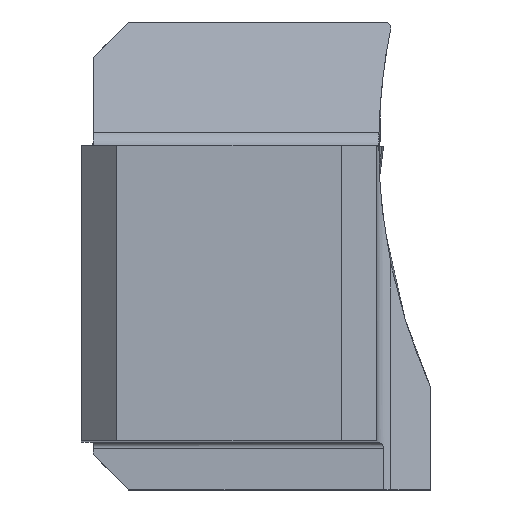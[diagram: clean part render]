
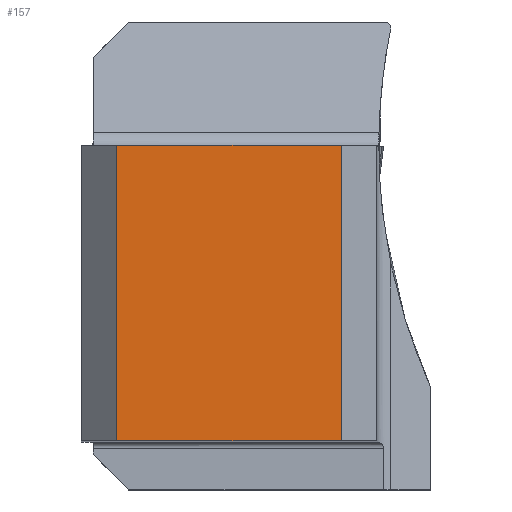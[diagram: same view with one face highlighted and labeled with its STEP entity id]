
A CAD part, top view. The second image highlights one B-rep face of the part: STEP entity #157.
In plain terms, the highlighted planar face has unit normal (0, 0, 1).
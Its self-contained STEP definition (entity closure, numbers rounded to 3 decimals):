
#117=PLANE('',#1326);
#157=ADVANCED_FACE('CU_BACK_SU1',(#237),#117,.F.);
#237=FACE_OUTER_BOUND('',#298,.T.);
#298=EDGE_LOOP('',(#652,#653,#654,#655));
#378=LINE('',#3193,#463);
#379=LINE('',#3196,#464);
#380=LINE('',#3198,#465);
#381=LINE('',#3200,#466);
#463=VECTOR('',#1488,1.);
#464=VECTOR('',#1489,1.);
#465=VECTOR('',#1490,1.);
#466=VECTOR('',#1491,1.);
#652=ORIENTED_EDGE('',*,*,#1071,.F.);
#653=ORIENTED_EDGE('',*,*,#1072,.F.);
#654=ORIENTED_EDGE('',*,*,#1073,.T.);
#655=ORIENTED_EDGE('',*,*,#1074,.T.);
#939=VERTEX_POINT('',#3194);
#940=VERTEX_POINT('',#3195);
#941=VERTEX_POINT('',#3197);
#942=VERTEX_POINT('',#3199);
#1071=EDGE_CURVE('',#939,#940,#378,.T.);
#1072=EDGE_CURVE('',#941,#939,#379,.T.);
#1073=EDGE_CURVE('',#941,#942,#380,.T.);
#1074=EDGE_CURVE('',#942,#940,#381,.T.);
#1326=AXIS2_PLACEMENT_3D('',#3201,#1492,#1493);
#1488=DIRECTION('',(0.,-1.,0.));
#1489=DIRECTION('',(1.,0.,0.));
#1490=DIRECTION('',(0.,-1.,0.));
#1491=DIRECTION('',(1.,0.,0.));
#1492=DIRECTION('',(0.,0.,-1.));
#1493=DIRECTION('',(1.,0.,0.));
#3193=CARTESIAN_POINT('',(21.925,0.,0.));
#3194=CARTESIAN_POINT('',(21.925,24.925,0.));
#3195=CARTESIAN_POINT('',(21.925,0.,0.));
#3196=CARTESIAN_POINT('',(110.,24.925,0.));
#3197=CARTESIAN_POINT('',(3.,24.925,0.));
#3198=CARTESIAN_POINT('',(3.,0.,0.));
#3199=CARTESIAN_POINT('',(3.,0.,0.));
#3200=CARTESIAN_POINT('',(110.,0.,0.));
#3201=CARTESIAN_POINT('',(-23.246,44.925,0.));
